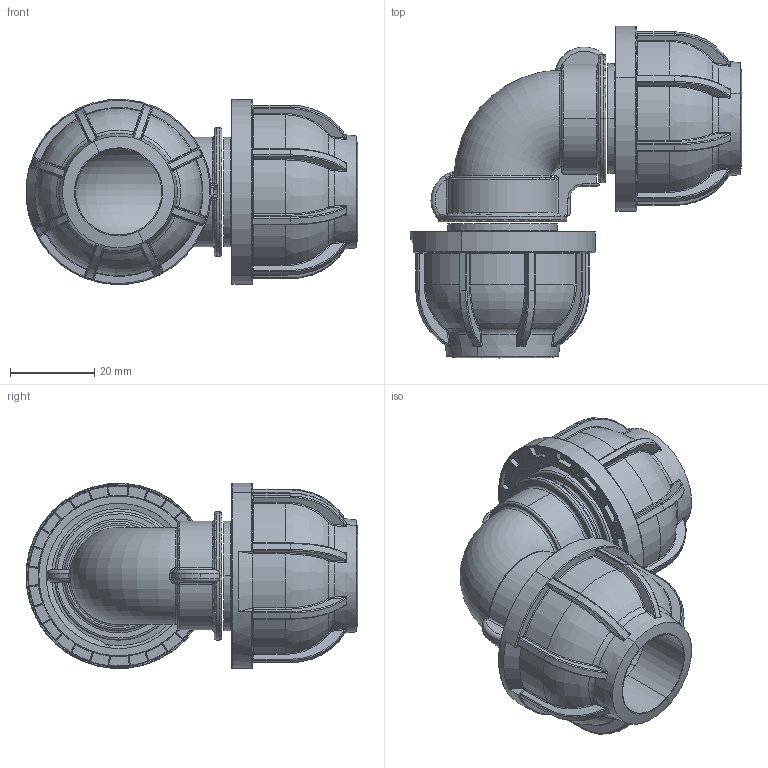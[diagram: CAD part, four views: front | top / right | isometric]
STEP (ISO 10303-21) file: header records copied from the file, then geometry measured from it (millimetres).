
FILE_DESCRIPTION (( 'STEP AP203' ), '1' );
FILE_NAME ('R213.020.020.step', '2013-11-19T09:17:41', ( 'Alusic' ), ( 'Alusic' ), 'SwSTEP 2.0', 'SolidWorks 2011', '' );
FILE_SCHEMA (( 'CONFIG_CONTROL_DESIGN' ));
Length unit declared in the file: millimetre
Products named in the file (1): R213.020.020
Bounding box: 78.76 x 78.79 x 43.94 mm (x, y, z)
Surface area: 23919.2 mm2 (no closed solid volume)
Topology: 0 solids, 16 shells, 1213 faces, 3582 edges, 2171 vertices
Faces by surface type: torus 377, cylinder 296, bspline 240, plane 196, cone 69, sphere 35
Entity records: 50794 total; most frequent: CARTESIAN_POINT 21423, DIRECTION 6210, ORIENTED_EDGE 5787, EDGE_CURVE 3565, AXIS2_PLACEMENT_3D 2785, VERTEX_POINT 2166, CIRCLE 1811, EDGE_LOOP 1221
